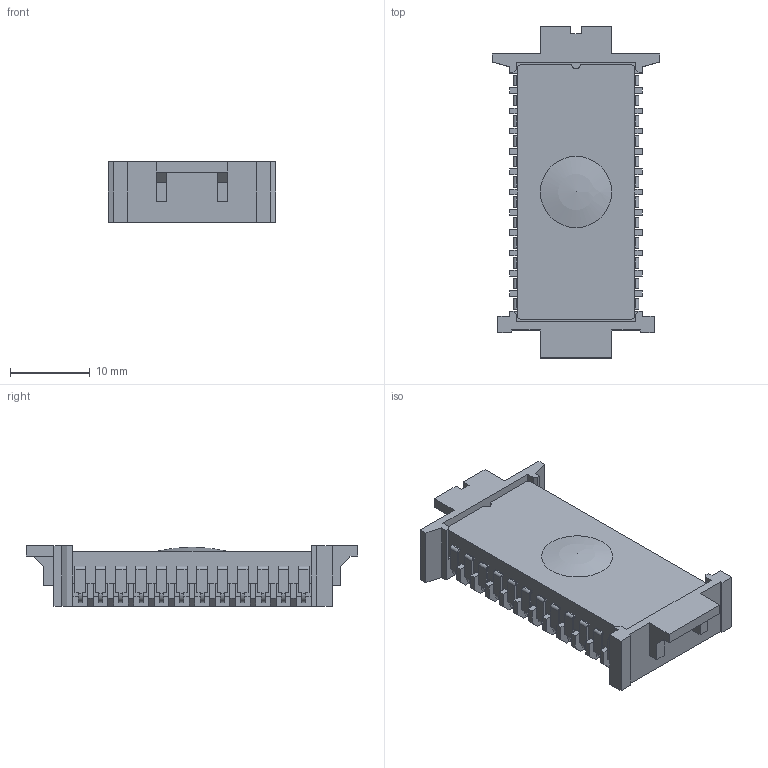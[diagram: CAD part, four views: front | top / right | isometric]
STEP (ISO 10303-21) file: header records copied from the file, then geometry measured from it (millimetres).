
FILE_DESCRIPTION(('FreeCAD Model'),'2;1');
FILE_NAME( 'Molex78802_24_DIP_CERDIP_render.step' ,'2021-05-29T03:10:51',('Author'),(''), 'Open CASCADE STEP processor 7.4','FreeCAD','Unknown');
FILE_SCHEMA(('AUTOMOTIVE_DESIGN { 1 0 10303 214 1 1 1 1 }'));
Length unit declared in the file: millimetre
Products named in the file (2): Molex78802_DIP_24; CERDIP_24_crimped
Bounding box: 21 x 41.52 x 7.6 mm (x, y, z)
Volume: 3148 mm3; surface area: 4515 mm2
Topology: 2 solids, 2 shells, 692 faces, 1985 edges, 1322 vertices
Faces by surface type: plane 594, cylinder 97, sphere 1
Entity records: 27196 total; most frequent: CARTESIAN_POINT 3999, ORIENTED_EDGE 3968, DIRECTION 3566, EDGE_CURVE 1984, LINE 1788, VECTOR 1788, VERTEX_POINT 1322, AXIS2_PLACEMENT_3D 889
